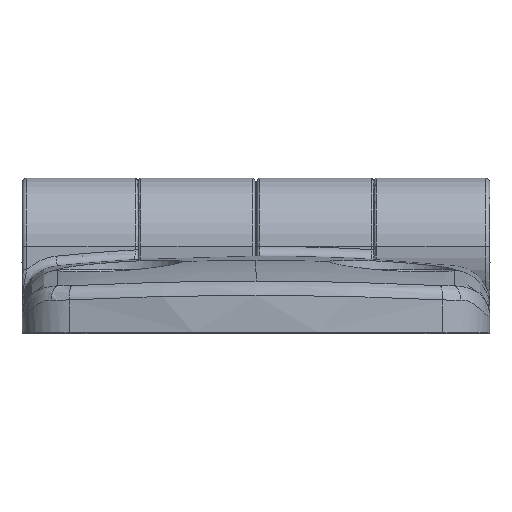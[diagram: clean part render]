
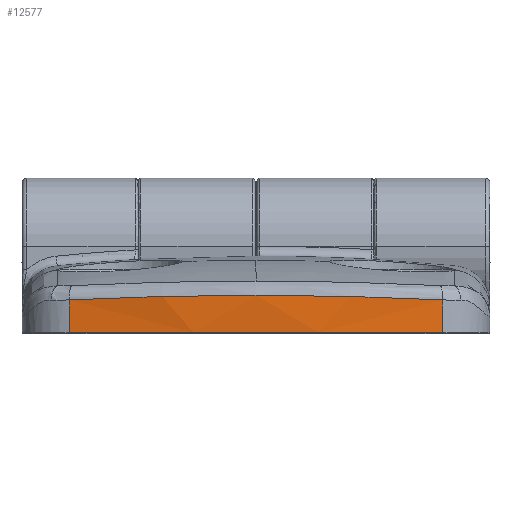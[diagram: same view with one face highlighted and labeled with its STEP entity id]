
A CAD part, top view. The second image highlights one B-rep face of the part: STEP entity #12577.
In plain terms, the highlighted cylindrical face has radius 100 mm (diameter 200 mm), a partial arc.
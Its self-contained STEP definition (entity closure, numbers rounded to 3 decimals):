
#618 = CARTESIAN_POINT ( 'NONE',  ( 12.992, 3.662, 37.851 ) ) ;
#919 = B_SPLINE_CURVE_WITH_KNOTS ( 'NONE', 3,
 ( #15366, #3323, #13330, #6090 ),
 .UNSPECIFIED., .F., .F.,
 ( 4, 4 ),
 ( 0., 1. ),
 .UNSPECIFIED. ) ;
#1111 = VERTEX_POINT ( 'NONE', #11264 ) ;
#1488 = DIRECTION ( 'NONE',  ( 0., 1., 0. ) ) ;
#1707 = ORIENTED_EDGE ( 'NONE', *, *, #10870, .F. ) ;
#3096 = ORIENTED_EDGE ( 'NONE', *, *, #10934, .F. ) ;
#3231 = AXIS2_PLACEMENT_3D ( 'NONE', #11820, #9446, #15111 ) ;
#3323 = CARTESIAN_POINT ( 'NONE',  ( -6.573, 3.818, 38.5 ) ) ;
#3371 = CARTESIAN_POINT ( 'NONE',  ( -19.149, 0., 36.649 ) ) ;
#4356 = CARTESIAN_POINT ( 'NONE',  ( 0., 0., -61.5 ) ) ;
#4444 = EDGE_LOOP ( 'NONE', ( #15980, #5461, #1707, #3096, #5800 ) ) ;
#4821 = CARTESIAN_POINT ( 'NONE',  ( 0., 3.818, 38.5 ) ) ;
#4925 = CARTESIAN_POINT ( 'NONE',  ( 19.149, 7.9, 36.649 ) ) ;
#5018 = FACE_OUTER_BOUND ( 'NONE', #4444, .T. ) ;
#5137 = AXIS2_PLACEMENT_3D ( 'NONE', #4356, #13034, #5730 ) ;
#5461 = ORIENTED_EDGE ( 'NONE', *, *, #9471, .T. ) ;
#5629 = CYLINDRICAL_SURFACE ( 'NONE', #3231, 100. ) ;
#5730 = DIRECTION ( 'NONE',  ( 0., 0., -1. ) ) ;
#5800 = ORIENTED_EDGE ( 'NONE', *, *, #10847, .T. ) ;
#5846 = VERTEX_POINT ( 'NONE', #3371 ) ;
#6011 = CARTESIAN_POINT ( 'NONE',  ( 19.149, 0., 36.649 ) ) ;
#6090 = CARTESIAN_POINT ( 'NONE',  ( -19.149, 3.351, 36.65 ) ) ;
#6913 = VERTEX_POINT ( 'NONE', #9897 ) ;
#9446 = DIRECTION ( 'NONE',  ( 0., -1., 0. ) ) ;
#9471 = EDGE_CURVE ( 'NONE', #1111, #6913, #919, .T. ) ;
#9494 = EDGE_CURVE ( 'NONE', #10907, #1111, #12381, .T. ) ;
#9501 = CARTESIAN_POINT ( 'NONE',  ( -19.149, 15.9, 36.649 ) ) ;
#9897 = CARTESIAN_POINT ( 'NONE',  ( -19.149, 3.351, 36.65 ) ) ;
#9933 = CARTESIAN_POINT ( 'NONE',  ( 19.149, 3.351, 36.65 ) ) ;
#10027 = DIRECTION ( 'NONE',  ( 0., 1., 0. ) ) ;
#10847 = EDGE_CURVE ( 'NONE', #13992, #10907, #12103, .T. ) ;
#10870 = EDGE_CURVE ( 'NONE', #5846, #6913, #14360, .T. ) ;
#10907 = VERTEX_POINT ( 'NONE', #11884 ) ;
#10934 = EDGE_CURVE ( 'NONE', #13992, #5846, #15873, .T. ) ;
#11264 = CARTESIAN_POINT ( 'NONE',  ( 0., 3.818, 38.5 ) ) ;
#11820 = CARTESIAN_POINT ( 'NONE',  ( 0., 7.9, -61.5 ) ) ;
#11884 = CARTESIAN_POINT ( 'NONE',  ( 19.149, 3.351, 36.65 ) ) ;
#12103 = LINE ( 'NONE', #4925, #12312 ) ;
#12284 = CARTESIAN_POINT ( 'NONE',  ( 6.572, 3.818, 38.5 ) ) ;
#12312 = VECTOR ( 'NONE', #10027, 1000. ) ;
#12381 = B_SPLINE_CURVE_WITH_KNOTS ( 'NONE', 3,
 ( #9933, #618, #12284, #4821 ),
 .UNSPECIFIED., .F., .F.,
 ( 4, 4 ),
 ( 0., 1. ),
 .UNSPECIFIED. ) ;
#12577 = ADVANCED_FACE ( 'NONE', ( #5018 ), #5629, .T. ) ;
#13034 = DIRECTION ( 'NONE',  ( 0., -1., 0. ) ) ;
#13259 = VECTOR ( 'NONE', #1488, 1000. ) ;
#13330 = CARTESIAN_POINT ( 'NONE',  ( -12.992, 3.662, 37.851 ) ) ;
#13992 = VERTEX_POINT ( 'NONE', #6011 ) ;
#14360 = LINE ( 'NONE', #9501, #13259 ) ;
#15111 = DIRECTION ( 'NONE',  ( 0., 0., -1. ) ) ;
#15366 = CARTESIAN_POINT ( 'NONE',  ( 0., 3.818, 38.5 ) ) ;
#15873 = CIRCLE ( 'NONE', #5137, 100. ) ;
#15980 = ORIENTED_EDGE ( 'NONE', *, *, #9494, .T. ) ;
